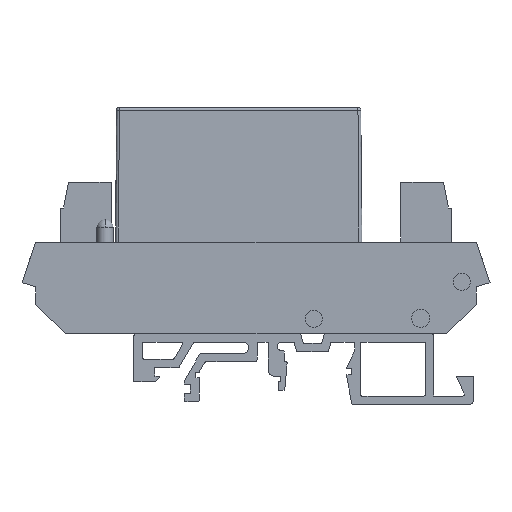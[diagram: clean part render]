
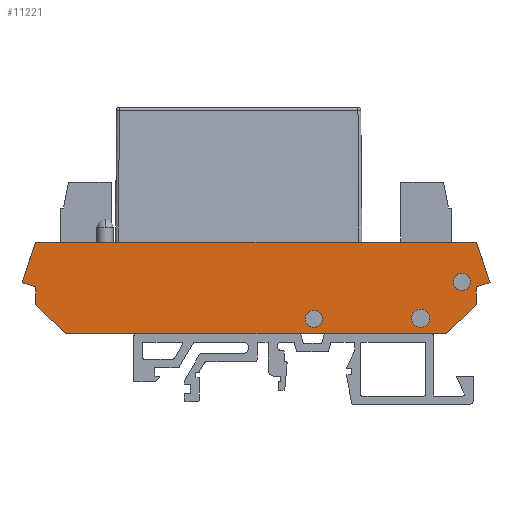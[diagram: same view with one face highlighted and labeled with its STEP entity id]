
A CAD part, left-side view. The second image highlights one B-rep face of the part: STEP entity #11221.
In plain terms, the highlighted planar face has unit normal (-1, 0, 0).
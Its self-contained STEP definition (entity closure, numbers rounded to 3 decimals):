
#640=CARTESIAN_POINT('',(-12.7,-35.2,15.2));
#641=VERTEX_POINT('',#640);
#657=CARTESIAN_POINT('',(-12.7,-38.2,15.2));
#658=VERTEX_POINT('',#657);
#665=CARTESIAN_POINT('',(-12.7,-36.7,15.2));
#666=DIRECTION('',(1.0,0.0,0.0));
#667=DIRECTION('',(0.0,-1.0,0.0));
#668=AXIS2_PLACEMENT_3D('',#665,#666,#667);
#669=CIRCLE('',#668,1.5);
#670=EDGE_CURVE('',#641,#658,#669,.T.);
#682=CARTESIAN_POINT('',(-12.7,-27.85,8.8));
#683=VERTEX_POINT('',#682);
#699=CARTESIAN_POINT('',(-12.7,-31.05,8.8));
#700=VERTEX_POINT('',#699);
#707=CARTESIAN_POINT('',(-12.7,-29.45,8.8));
#708=DIRECTION('',(1.0,0.0,0.0));
#709=DIRECTION('',(0.0,-1.0,0.0));
#710=AXIS2_PLACEMENT_3D('',#707,#708,#709);
#711=CIRCLE('',#710,1.6);
#712=EDGE_CURVE('',#683,#700,#711,.T.);
#724=CARTESIAN_POINT('',(-12.7,-9.1,8.7));
#725=VERTEX_POINT('',#724);
#741=CARTESIAN_POINT('',(-12.7,-12.1,8.7));
#742=VERTEX_POINT('',#741);
#749=CARTESIAN_POINT('',(-12.7,-10.6,8.7));
#750=DIRECTION('',(1.0,0.0,0.0));
#751=DIRECTION('',(0.0,-1.0,0.0));
#752=AXIS2_PLACEMENT_3D('',#749,#750,#751);
#753=CIRCLE('',#752,1.5);
#754=EDGE_CURVE('',#725,#742,#753,.T.);
#9825=CARTESIAN_POINT('',(-12.7,-10.6,8.7));
#9826=DIRECTION('',(1.0,0.0,0.0));
#9827=DIRECTION('',(0.0,-1.0,0.0));
#9828=AXIS2_PLACEMENT_3D('',#9825,#9826,#9827);
#9829=CIRCLE('',#9828,1.5);
#9830=EDGE_CURVE('',#742,#725,#9829,.T.);
#9843=CARTESIAN_POINT('',(-12.7,-29.45,8.8));
#9844=DIRECTION('',(1.0,0.0,0.0));
#9845=DIRECTION('',(0.0,-1.0,0.0));
#9846=AXIS2_PLACEMENT_3D('',#9843,#9844,#9845);
#9847=CIRCLE('',#9846,1.6);
#9848=EDGE_CURVE('',#700,#683,#9847,.T.);
#9861=CARTESIAN_POINT('',(-12.7,-36.7,15.2));
#9862=DIRECTION('',(1.0,0.0,0.0));
#9863=DIRECTION('',(0.0,-1.0,0.0));
#9864=AXIS2_PLACEMENT_3D('',#9861,#9862,#9863);
#9865=CIRCLE('',#9864,1.5);
#9866=EDGE_CURVE('',#658,#641,#9865,.T.);
#9984=CARTESIAN_POINT('',(-12.7,-33.946,6.1));
#9985=VERTEX_POINT('',#9984);
#10000=CARTESIAN_POINT('',(-12.7,-39.25,11.2));
#10001=VERTEX_POINT('',#10000);
#10008=CARTESIAN_POINT('',(-12.7,-33.946,6.1));
#10009=DIRECTION('',(0.,-0.721,0.693));
#10010=VECTOR('',#10009,7.358);
#10011=LINE('',#10008,#10010);
#10012=EDGE_CURVE('',#9985,#10001,#10011,.T.);
#10024=CARTESIAN_POINT('',(-12.7,-39.25,14.342));
#10025=VERTEX_POINT('',#10024);
#10032=CARTESIAN_POINT('',(-12.7,-39.25,11.2));
#10033=DIRECTION('',(0.0,0.0,1.0));
#10034=VECTOR('',#10033,3.142);
#10035=LINE('',#10032,#10034);
#10036=EDGE_CURVE('',#10001,#10025,#10035,.T.);
#10055=CARTESIAN_POINT('',(-12.7,40.75,15.043));
#10056=VERTEX_POINT('',#10055);
#10071=CARTESIAN_POINT('',(-12.7,38.35,14.342));
#10072=VERTEX_POINT('',#10071);
#10079=CARTESIAN_POINT('',(-12.7,40.75,15.043));
#10080=DIRECTION('',(0.,-0.96,-0.281));
#10081=VECTOR('',#10080,2.5);
#10082=LINE('',#10079,#10081);
#10083=EDGE_CURVE('',#10056,#10072,#10082,.T.);
#10102=CARTESIAN_POINT('',(-12.7,38.35,11.2));
#10103=VERTEX_POINT('',#10102);
#10110=CARTESIAN_POINT('',(-12.7,38.35,14.342));
#10111=DIRECTION('',(0.0,0.0,-1.0));
#10112=VECTOR('',#10111,3.142);
#10113=LINE('',#10110,#10112);
#10114=EDGE_CURVE('',#10072,#10103,#10113,.T.);
#10133=CARTESIAN_POINT('',(-12.7,33.046,6.1));
#10134=VERTEX_POINT('',#10133);
#10141=CARTESIAN_POINT('',(-12.7,38.35,11.2));
#10142=DIRECTION('',(0.,-0.721,-0.693));
#10143=VECTOR('',#10142,7.358);
#10144=LINE('',#10141,#10143);
#10145=EDGE_CURVE('',#10103,#10134,#10144,.T.);
#10156=CARTESIAN_POINT('',(-12.7,33.046,6.1));
#10157=DIRECTION('',(0.0,-1.0,0.0));
#10158=VECTOR('',#10157,66.992);
#10159=LINE('',#10156,#10158);
#10160=EDGE_CURVE('',#10134,#9985,#10159,.T.);
#10252=CARTESIAN_POINT('',(-12.7,-41.65,15.043));
#10253=VERTEX_POINT('',#10252);
#10260=CARTESIAN_POINT('',(-12.7,-39.25,14.342));
#10261=DIRECTION('',(0.0,-0.96,0.281));
#10262=VECTOR('',#10261,2.5);
#10263=LINE('',#10260,#10262);
#10264=EDGE_CURVE('',#10025,#10253,#10263,.T.);
#11173=CARTESIAN_POINT('',(-12.7,-0.65,13.419));
#11174=DIRECTION('',(-1.0,0.0,0.0));
#11175=DIRECTION('',(0.0,0.0,1.0));
#11176=AXIS2_PLACEMENT_3D('',#11173,#11174,#11175);
#11177=PLANE('',#11176);
#11178=ORIENTED_EDGE('',*,*,#10160,.T.);
#11179=ORIENTED_EDGE('',*,*,#10012,.T.);
#11180=ORIENTED_EDGE('',*,*,#10036,.T.);
#11181=ORIENTED_EDGE('',*,*,#10264,.T.);
#11182=CARTESIAN_POINT('',(-12.7,-39.25,22.2));
#11183=VERTEX_POINT('',#11182);
#11184=CARTESIAN_POINT('',(-12.7,-41.65,15.043));
#11185=DIRECTION('',(0.,0.318,0.948));
#11186=VECTOR('',#11185,7.549);
#11187=LINE('',#11184,#11186);
#11188=EDGE_CURVE('',#10253,#11183,#11187,.T.);
#11189=ORIENTED_EDGE('',*,*,#11188,.T.);
#11190=CARTESIAN_POINT('',(-12.7,38.35,22.2));
#11191=VERTEX_POINT('',#11190);
#11192=CARTESIAN_POINT('',(-12.7,-39.25,22.2));
#11193=DIRECTION('',(0.0,1.0,0.0));
#11194=VECTOR('',#11193,77.6);
#11195=LINE('',#11192,#11194);
#11196=EDGE_CURVE('',#11183,#11191,#11195,.T.);
#11197=ORIENTED_EDGE('',*,*,#11196,.T.);
#11198=CARTESIAN_POINT('',(-12.7,40.75,15.043));
#11199=DIRECTION('',(0.,-0.318,0.948));
#11200=VECTOR('',#11199,7.549);
#11201=LINE('',#11198,#11200);
#11202=EDGE_CURVE('',#11191,#10056,#11201,.F.);
#11203=ORIENTED_EDGE('',*,*,#11202,.T.);
#11204=ORIENTED_EDGE('',*,*,#10083,.T.);
#11205=ORIENTED_EDGE('',*,*,#10114,.T.);
#11206=ORIENTED_EDGE('',*,*,#10145,.T.);
#11207=EDGE_LOOP('',(#11178,#11179,#11180,#11181,#11189,#11197,#11203,#11204,#11205,#11206));
#11208=FACE_OUTER_BOUND('',#11207,.T.);
#11209=ORIENTED_EDGE('',*,*,#9866,.T.);
#11210=ORIENTED_EDGE('',*,*,#670,.T.);
#11211=EDGE_LOOP('',(#11209,#11210));
#11212=FACE_BOUND('',#11211,.T.);
#11213=ORIENTED_EDGE('',*,*,#9848,.T.);
#11214=ORIENTED_EDGE('',*,*,#712,.T.);
#11215=EDGE_LOOP('',(#11213,#11214));
#11216=FACE_BOUND('',#11215,.T.);
#11217=ORIENTED_EDGE('',*,*,#9830,.T.);
#11218=ORIENTED_EDGE('',*,*,#754,.T.);
#11219=EDGE_LOOP('',(#11217,#11218));
#11220=FACE_BOUND('',#11219,.T.);
#11221=ADVANCED_FACE('',(#11208,#11212,#11216,#11220),#11177,.T.);
